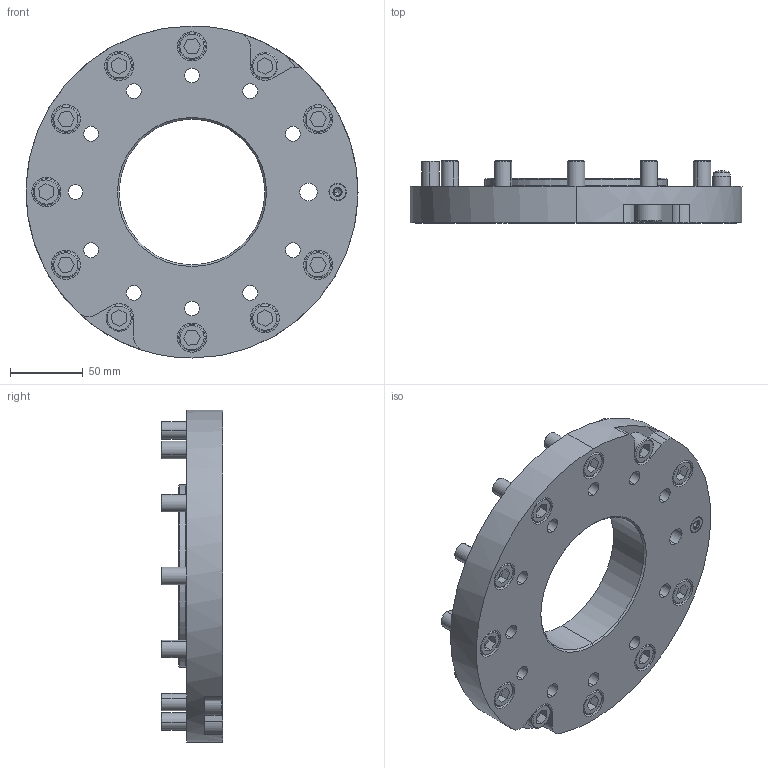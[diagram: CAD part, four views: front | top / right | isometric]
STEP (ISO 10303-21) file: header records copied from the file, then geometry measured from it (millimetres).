
FILE_DESCRIPTION (( 'STEP AP203' ), '1' );
FILE_NAME ('P0664.STEP', '2019-04-11T11:12:15', ( 'admin' ), ( '' ), 'SwSTEP 2.0', 'SolidWorks 2017', '' );
FILE_SCHEMA (( 'CONFIG_CONTROL_DESIGN' ));
Length unit declared in the file: millimetre
Products named in the file (1): P0664
Bounding box: 228 x 42.5 x 228 mm (x, y, z)
Volume: 820448.9 mm3; surface area: 143064.7 mm2
Topology: 13 solids, 13 shells, 319 faces, 724 edges, 462 vertices
Faces by surface type: cylinder 130, plane 129, cone 34, torus 24, sphere 2
Entity records: 9151 total; most frequent: DIRECTION 1708, CARTESIAN_POINT 1504, ORIENTED_EDGE 1444, EDGE_CURVE 722, AXIS2_PLACEMENT_3D 666, VERTEX_POINT 462, EDGE_LOOP 402, LINE 376
